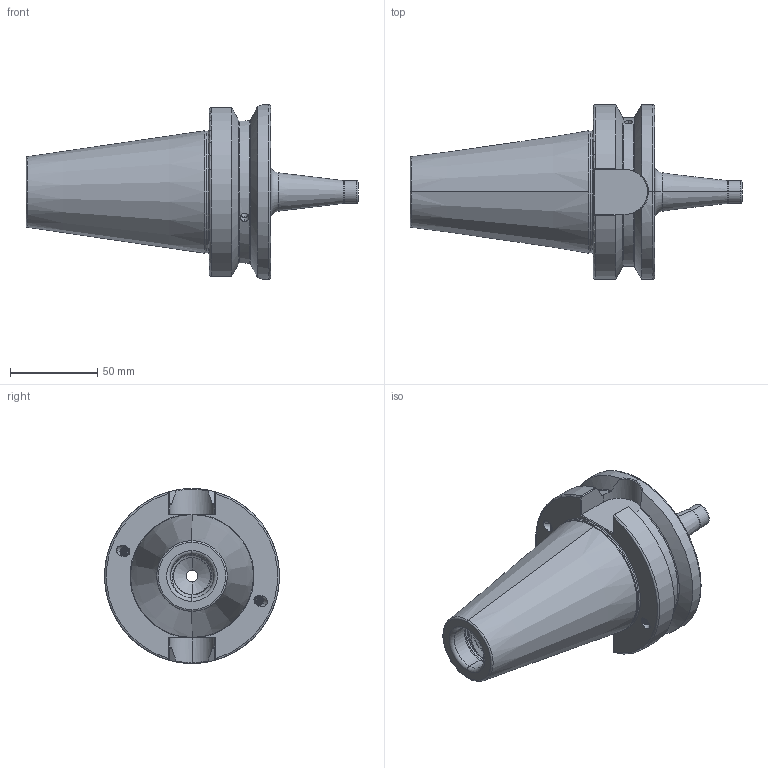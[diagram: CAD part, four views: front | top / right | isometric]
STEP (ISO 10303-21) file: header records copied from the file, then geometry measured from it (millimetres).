
FILE_DESCRIPTION (( 'STEP AP203' ), '1' );
FILE_NAME ('506.06.08.1.STEP', '2016-08-01T03:47:35', ( '' ), ( '' ), 'SwSTEP 2.0', 'SolidWorks 2012', '' );
FILE_SCHEMA (( 'CONFIG_CONTROL_DESIGN' ));
Length unit declared in the file: millimetre
Products named in the file (1): 506.06.08.1
Bounding box: 189.8 x 100 x 100 mm (x, y, z)
Volume: 450431.5 mm3; surface area: 60915.5 mm2
Topology: 1 solids, 1 shells, 218 faces, 579 edges, 364 vertices
Faces by surface type: cylinder 113, plane 37, torus 32, cone 20, bspline 16
Entity records: 14675 total; most frequent: CARTESIAN_POINT 9804, ORIENTED_EDGE 1150, DIRECTION 862, EDGE_CURVE 575, VERTEX_POINT 364, AXIS2_PLACEMENT_3D 339, EDGE_LOOP 233, FACE_OUTER_BOUND 218
